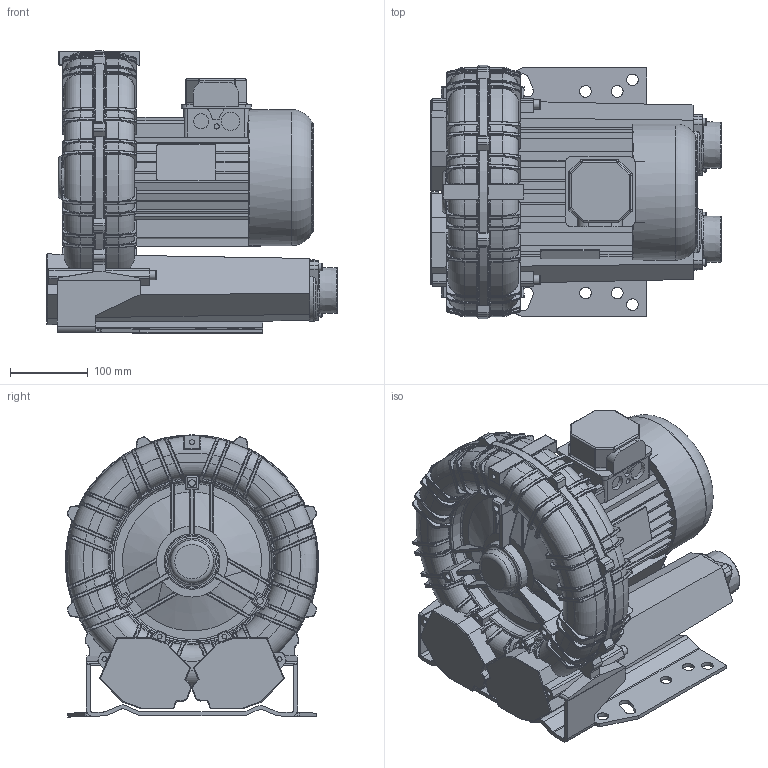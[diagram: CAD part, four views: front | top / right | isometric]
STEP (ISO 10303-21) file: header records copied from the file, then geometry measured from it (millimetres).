
FILE_DESCRIPTION( ( 'Unknown' ), '1' );
FILE_NAME( 'AIRPACK.stp', 'Unknown', ( 'Unknown' ), ( 'Unknown' ), 'XStep 1.0', 'Unknown', ' ' );
FILE_SCHEMA( ( 'CONFIG_CONTROL_DESIGN' ) );
Length unit declared in the file: millimetre
Products named in the file (1): 1
Bounding box: 374.39 x 326.8 x 364.06 mm (x, y, z)
Volume: 13861357.9 mm3; surface area: 1085967.7 mm2
Topology: 1 solids, 1 shells, 5138 faces, 13091 edges, 7923 vertices
Faces by surface type: cylinder 1668, plane 1524, bspline 1055, torus 790, cone 83, sphere 18
Full cylindrical faces by diameter (mm): 6 x4, 6.6 x2, 6.651 x2, 8.5 x3, 10 x4, 12 x2, 15 x8, 19.308 x2, 23.854 x2, 51.269 x2, 161.892 x1, 173.904 x1, 175.904 x1, 177.695 x1
Entity records: 236491 total; most frequent: CARTESIAN_POINT 122451, ORIENTED_EDGE 25950, DIRECTION 20202, EDGE_CURVE 12975, VERTEX_POINT 7891, AXIS2_PLACEMENT_3D 7529, EDGE_LOOP 5526, FACE_OUTER_BOUND 5197
